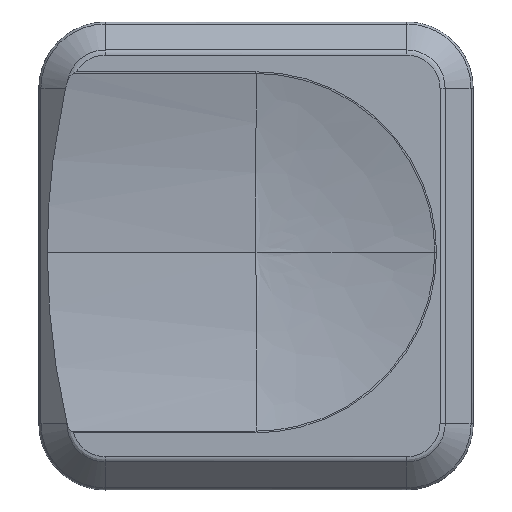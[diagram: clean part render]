
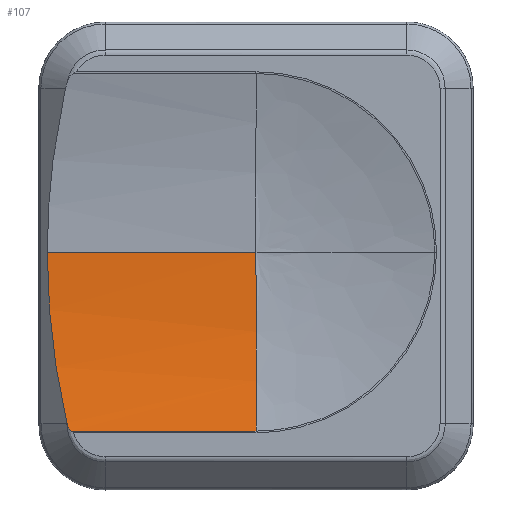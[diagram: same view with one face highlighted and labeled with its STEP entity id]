
A CAD part, top view. The second image highlights one B-rep face of the part: STEP entity #107.
In plain terms, the highlighted free-form (B-spline) face has degree [1, 2] with [2, 3] control points.
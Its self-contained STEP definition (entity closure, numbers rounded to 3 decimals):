
#107=ADVANCED_FACE('',(#198),#1333,.T.);
#198=FACE_OUTER_BOUND('',#292,.T.);
#292=EDGE_LOOP('',(#698,#699,#700,#701,#702,#703));
#698=ORIENTED_EDGE('',*,*,#771,.F.);
#699=ORIENTED_EDGE('',*,*,#753,.F.);
#700=ORIENTED_EDGE('',*,*,#914,.F.);
#701=ORIENTED_EDGE('',*,*,#708,.F.);
#702=ORIENTED_EDGE('',*,*,#913,.T.);
#703=ORIENTED_EDGE('',*,*,#720,.F.);
#708=EDGE_CURVE('',#1122,#1124,#1028,.T.);
#720=EDGE_CURVE('',#1238,#1237,#920,.T.);
#753=EDGE_CURVE('',#1241,#1240,#938,.T.);
#771=EDGE_CURVE('',#1240,#1238,#939,.T.);
#913=EDGE_CURVE('',#1122,#1237,#1120,.T.);
#914=EDGE_CURVE('',#1124,#1241,#1121,.T.);
#920=B_SPLINE_CURVE_WITH_KNOTS('',3,(#1975,#1976,#1977,#1978,#1979,#1980,
#1981,#1982),.UNSPECIFIED.,.F.,.F.,(4,2,2,4),(0.,3.3,4.949,
6.598),.UNSPECIFIED.);
#938=B_SPLINE_CURVE_WITH_KNOTS('',3,(#2064,#2065,#2066,#2067,#2068,#2069),
 .UNSPECIFIED.,.F.,.F.,(4,2,4),(0.,0.167,0.341),
 .UNSPECIFIED.);
#939=B_SPLINE_CURVE_WITH_KNOTS('',3,(#2121,#2122,#2123,#2124),
 .UNSPECIFIED.,.F.,.F.,(4,4),(0.,0.024),.UNSPECIFIED.);
#1028=(
BOUNDED_CURVE()
B_SPLINE_CURVE(2,(#1946,#1947,#1948),.UNSPECIFIED.,.F.,.F.)
B_SPLINE_CURVE_WITH_KNOTS((3,3),(-7.517,-0.092),
 .UNSPECIFIED.)
CURVE()
GEOMETRIC_REPRESENTATION_ITEM()
RATIONAL_B_SPLINE_CURVE((1.,1.,1.))
REPRESENTATION_ITEM('')
);
#1120=(
BOUNDED_CURVE()
B_SPLINE_CURVE(1,(#2613,#2614),.UNSPECIFIED.,.F.,.F.)
B_SPLINE_CURVE_WITH_KNOTS((2,2),(0.,7.929),.UNSPECIFIED.)
CURVE()
GEOMETRIC_REPRESENTATION_ITEM()
RATIONAL_B_SPLINE_CURVE((1.,1.))
REPRESENTATION_ITEM('')
);
#1121=(
BOUNDED_CURVE()
B_SPLINE_CURVE(1,(#2615,#2616),.UNSPECIFIED.,.F.,.F.)
B_SPLINE_CURVE_WITH_KNOTS((2,2),(0.,7.023),.UNSPECIFIED.)
CURVE()
GEOMETRIC_REPRESENTATION_ITEM()
RATIONAL_B_SPLINE_CURVE((1.,1.))
REPRESENTATION_ITEM('')
);
#1122=VERTEX_POINT('',#1825);
#1124=VERTEX_POINT('',#1827);
#1237=VERTEX_POINT('',#1940);
#1238=VERTEX_POINT('',#1941);
#1240=VERTEX_POINT('',#1943);
#1241=VERTEX_POINT('',#1944);
#1333=(
BOUNDED_SURFACE()
B_SPLINE_SURFACE(1,2,((#1818,#1819,#1820),(#1821,#1822,#1823)),
 .UNSPECIFIED.,.F.,.F.,.F.)
B_SPLINE_SURFACE_WITH_KNOTS((2,2),(3,3),(0.,14.639),(-7.517,
-0.092),.UNSPECIFIED.)
GEOMETRIC_REPRESENTATION_ITEM()
RATIONAL_B_SPLINE_SURFACE(((1.,1.,1.),(1.,1.,1.)))
REPRESENTATION_ITEM('')
SURFACE()
);
#1818=CARTESIAN_POINT('',(-19.63,-16.44,8.624));
#1819=CARTESIAN_POINT('',(-19.63,-19.836,8.624));
#1820=CARTESIAN_POINT('',(-19.63,-23.231,9.442));
#1821=CARTESIAN_POINT('',(-34.269,-16.44,8.624));
#1822=CARTESIAN_POINT('',(-34.269,-19.836,8.624));
#1823=CARTESIAN_POINT('',(-34.269,-23.231,9.442));
#1825=CARTESIAN_POINT('',(-19.63,-16.44,8.624));
#1827=CARTESIAN_POINT('',(-19.63,-23.231,9.442));
#1940=CARTESIAN_POINT('',(-27.559,-16.44,8.624));
#1941=CARTESIAN_POINT('',(-26.814,-22.921,9.369));
#1943=CARTESIAN_POINT('',(-26.809,-22.944,9.374));
#1944=CARTESIAN_POINT('',(-26.653,-23.231,9.442));
#1946=CARTESIAN_POINT('',(-19.63,-16.44,8.624));
#1947=CARTESIAN_POINT('',(-19.63,-19.836,8.624));
#1948=CARTESIAN_POINT('',(-19.63,-23.231,9.442));
#1975=CARTESIAN_POINT('',(-26.814,-22.921,9.369));
#1976=CARTESIAN_POINT('',(-27.055,-21.875,9.128));
#1977=CARTESIAN_POINT('',(-27.241,-20.808,8.942));
#1978=CARTESIAN_POINT('',(-27.431,-19.18,8.752));
#1979=CARTESIAN_POINT('',(-27.479,-18.635,8.704));
#1980=CARTESIAN_POINT('',(-27.543,-17.539,8.64));
#1981=CARTESIAN_POINT('',(-27.559,-16.99,8.624));
#1982=CARTESIAN_POINT('',(-27.559,-16.44,8.624));
#2064=CARTESIAN_POINT('',(-26.653,-23.231,9.442));
#2065=CARTESIAN_POINT('',(-26.695,-23.198,9.434));
#2066=CARTESIAN_POINT('',(-26.729,-23.146,9.421));
#2067=CARTESIAN_POINT('',(-26.777,-23.05,9.399));
#2068=CARTESIAN_POINT('',(-26.796,-22.997,9.386));
#2069=CARTESIAN_POINT('',(-26.809,-22.944,9.374));
#2121=CARTESIAN_POINT('',(-26.809,-22.944,9.374));
#2122=CARTESIAN_POINT('',(-26.811,-22.937,9.372));
#2123=CARTESIAN_POINT('',(-26.813,-22.929,9.371));
#2124=CARTESIAN_POINT('',(-26.814,-22.921,9.369));
#2613=CARTESIAN_POINT('',(-19.63,-16.44,8.624));
#2614=CARTESIAN_POINT('',(-27.559,-16.44,8.624));
#2615=CARTESIAN_POINT('',(-19.63,-23.231,9.442));
#2616=CARTESIAN_POINT('',(-26.653,-23.231,9.442));
